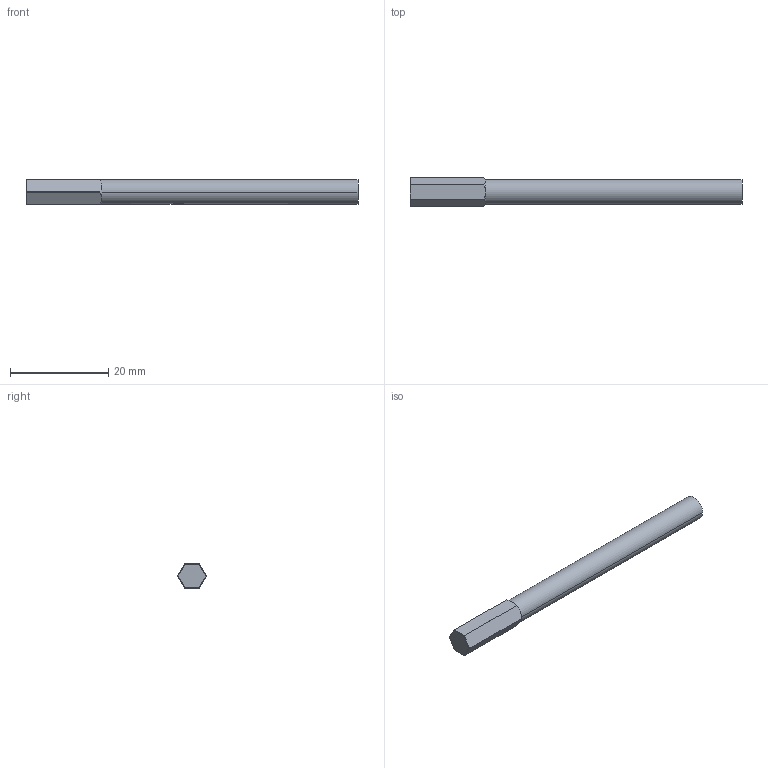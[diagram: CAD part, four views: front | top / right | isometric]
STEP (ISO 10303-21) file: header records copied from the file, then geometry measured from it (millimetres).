
FILE_DESCRIPTION (( 'STEP AP214' ), '1' );
FILE_NAME ('MOD-1008766-BIT733S1.STEP', '2023-01-23T11:11:55', ( '' ), ( '' ), 'SwSTEP 2.0', 'SolidWorks 2020', '' );
FILE_SCHEMA (( 'AUTOMOTIVE_DESIGN' ));
Length unit declared in the file: millimetre
Products named in the file (1): MOD-1008766-BIT733S1
Bounding box: 67.5 x 5.77 x 5 mm (x, y, z)
Volume: 1188.5 mm3; surface area: 1346.9 mm2
Topology: 1 solids, 1 shells, 184 faces, 498 edges, 328 vertices
Faces by surface type: bspline 96, plane 52, cylinder 28, cone 8
Entity records: 10923 total; most frequent: CARTESIAN_POINT 7123, ORIENTED_EDGE 992, EDGE_CURVE 496, DIRECTION 425, VERTEX_POINT 328, B_SPLINE_CURVE_WITH_KNOTS 300, EDGE_LOOP 198, FACE_OUTER_BOUND 184
